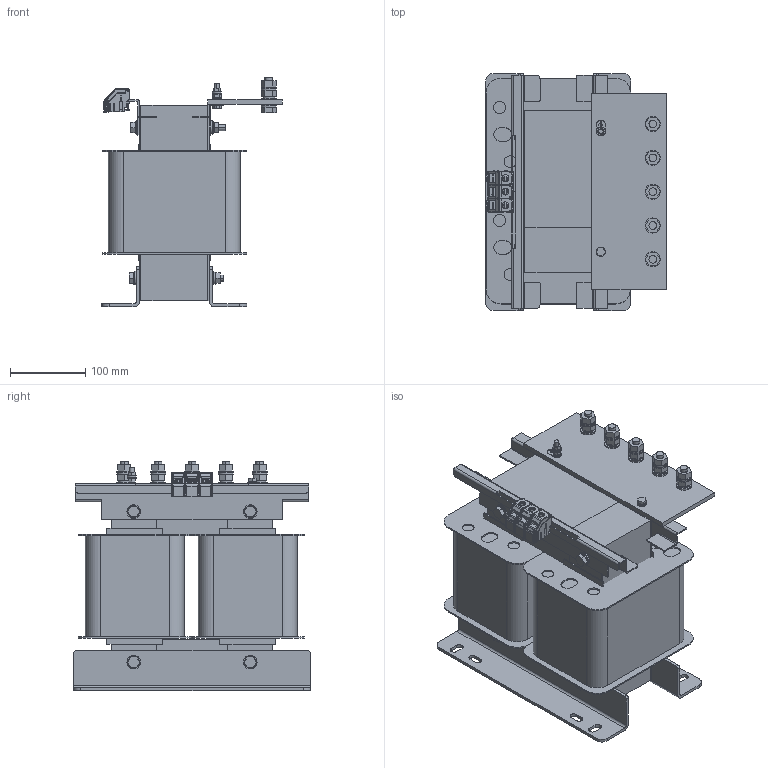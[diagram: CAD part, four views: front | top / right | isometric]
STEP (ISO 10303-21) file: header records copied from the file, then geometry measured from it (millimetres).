
FILE_DESCRIPTION((''),'2;1');
FILE_NAME('NDK-4000-2_ASM','2023-08-16T12:46:58',('yanyan'),(''),'CREO PARAMETRIC BY PTC INC, 2020044','CREO PARAMETRIC BY PTC INC, 2020044','');
FILE_SCHEMA(('CONFIG_CONTROL_DESIGN','SHAPE_APPEARANCE_LAYERS_GROUPS'));
Products named in the file (1): NDK-4000-2_ASM
Bounding box: 240 x 315 x 305 mm (x, y, z)
Surface area: 1144907.9 mm2 (no closed solid volume)
Topology: 0 solids, 125 shells, 2207 faces, 5530 edges, 3594 vertices
Faces by surface type: plane 1351, cylinder 792, torus 62, bspline 2
Entity records: 76011 total; most frequent: CARTESIAN_POINT 12497, DIRECTION 11302, ORIENTED_EDGE 10947, EDGE_CURVE 5530, AXIS2_PLACEMENT_3D 3813, VECTOR 3676, LINE 3676, VERTEX_POINT 3594
